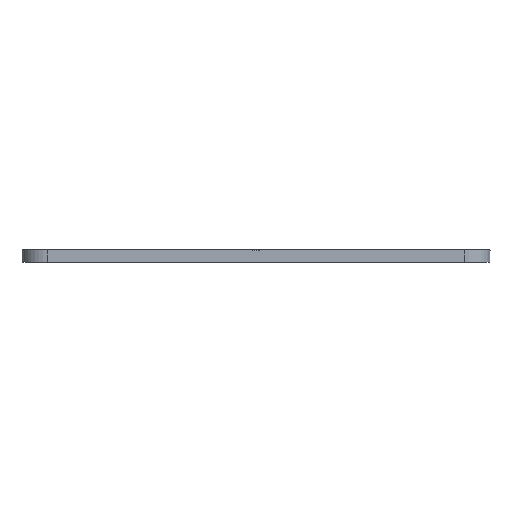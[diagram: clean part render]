
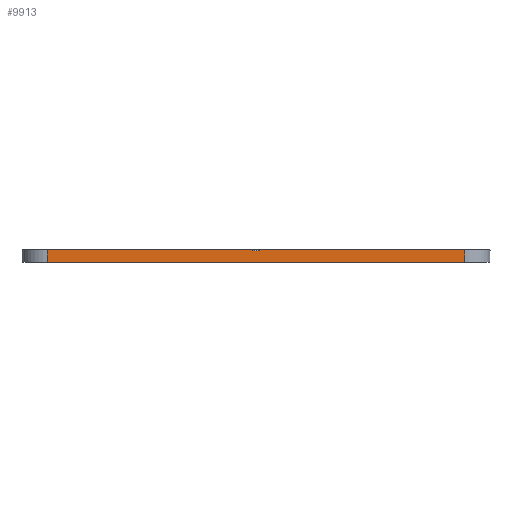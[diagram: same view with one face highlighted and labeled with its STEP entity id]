
A CAD part, front view. The second image highlights one B-rep face of the part: STEP entity #9913.
In plain terms, the highlighted planar face has unit normal (0, -1, 0).
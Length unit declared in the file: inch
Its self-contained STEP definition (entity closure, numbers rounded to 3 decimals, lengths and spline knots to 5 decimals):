
#947 = FACE_OUTER_BOUND ( 'NONE', #3790, .T. ) ;
#966 = ORIENTED_EDGE ( 'NONE', *, *, #26584, .T. ) ;
#1383 = CARTESIAN_POINT ( 'NONE',  ( -2.075, -2.1875, 0.125 ) ) ;
#1710 = CARTESIAN_POINT ( 'NONE',  ( 2.075, -2.1875, 0.125 ) ) ;
#3189 = LINE ( 'NONE', #11603, #8908 ) ;
#3398 = VECTOR ( 'NONE', #17831, 39.37008 ) ;
#3790 = EDGE_LOOP ( 'NONE', ( #9770, #966, #12803, #18917, #23421, #4558 ) ) ;
#4558 = ORIENTED_EDGE ( 'NONE', *, *, #18327, .T. ) ;
#4937 = CARTESIAN_POINT ( 'NONE',  ( -2.325, -2.1875, 0.125 ) ) ;
#5737 = CARTESIAN_POINT ( 'NONE',  ( -0.00846, -2.1875, 0.11499 ) ) ;
#5836 = CARTESIAN_POINT ( 'NONE',  ( -2.325, -2.1875, 0. ) ) ;
#7697 = DIRECTION ( 'NONE',  ( 1., 0., 0. ) ) ;
#8090 = EDGE_CURVE ( 'NONE', #14690, #13487, #3189, .T. ) ;
#8120 = VECTOR ( 'NONE', #14819, 39.37008 ) ;
#8908 = VECTOR ( 'NONE', #7697, 39.37008 ) ;
#9636 = LINE ( 'NONE', #1383, #3398 ) ;
#9770 = ORIENTED_EDGE ( 'NONE', *, *, #8090, .F. ) ;
#9913 = ADVANCED_FACE ( 'NONE', ( #947 ), #26182, .F. ) ;
#10271 = CARTESIAN_POINT ( 'NONE',  ( 0.04883, -2.1875, 0.125 ) ) ;
#10535 = AXIS2_PLACEMENT_3D ( 'NONE', #14019, #22330, #26322 ) ;
#11560 = EDGE_CURVE ( 'NONE', #17394, #11665, #12175, .T. ) ;
#11603 = CARTESIAN_POINT ( 'NONE',  ( -2.325, -2.1875, 0.125 ) ) ;
#11665 = VERTEX_POINT ( 'NONE', #18099 ) ;
#12148 = B_SPLINE_CURVE_WITH_KNOTS ( 'NONE', 3,
 ( #22717, #26429, #22575, #26705, #26577, #5737, #14268, #18188, #20227, #20649 ),
 .UNSPECIFIED., .F., .F.,
 ( 4, 2, 2, 2, 4 ),
 ( 0.01459, 0.01522, 0.01585, 0.01648, 0.01711 ),
 .UNSPECIFIED. ) ;
#12175 = LINE ( 'NONE', #5836, #26758 ) ;
#12803 = ORIENTED_EDGE ( 'NONE', *, *, #27191, .F. ) ;
#13487 = VERTEX_POINT ( 'NONE', #25214 ) ;
#14019 = CARTESIAN_POINT ( 'NONE',  ( -2.325, -2.1875, 0.125 ) ) ;
#14243 = DIRECTION ( 'NONE',  ( 0., 0., 1. ) ) ;
#14268 = CARTESIAN_POINT ( 'NONE',  ( -0.01673, -2.1875, 0.11593 ) ) ;
#14690 = VERTEX_POINT ( 'NONE', #10271 ) ;
#14819 = DIRECTION ( 'NONE',  ( 1., 0., 0. ) ) ;
#16177 = EDGE_CURVE ( 'NONE', #24640, #17394, #9636, .T. ) ;
#16406 = LINE ( 'NONE', #1710, #20567 ) ;
#17394 = VERTEX_POINT ( 'NONE', #23588 ) ;
#17831 = DIRECTION ( 'NONE',  ( 0., 0., -1. ) ) ;
#18099 = CARTESIAN_POINT ( 'NONE',  ( 2.075, -2.1875, 0. ) ) ;
#18188 = CARTESIAN_POINT ( 'NONE',  ( -0.03299, -2.1875, 0.1194 ) ) ;
#18327 = EDGE_CURVE ( 'NONE', #11665, #13487, #16406, .T. ) ;
#18917 = ORIENTED_EDGE ( 'NONE', *, *, #16177, .T. ) ;
#19481 = CARTESIAN_POINT ( 'NONE',  ( -2.075, -2.1875, 0.125 ) ) ;
#20227 = CARTESIAN_POINT ( 'NONE',  ( -0.04105, -2.1875, 0.12194 ) ) ;
#20467 = DIRECTION ( 'NONE',  ( 1., 0., 0. ) ) ;
#20567 = VECTOR ( 'NONE', #14243, 39.37008 ) ;
#20649 = CARTESIAN_POINT ( 'NONE',  ( -0.04883, -2.1875, 0.125 ) ) ;
#22330 = DIRECTION ( 'NONE',  ( 0., 1., 0. ) ) ;
#22575 = CARTESIAN_POINT ( 'NONE',  ( 0.03299, -2.1875, 0.1194 ) ) ;
#22717 = CARTESIAN_POINT ( 'NONE',  ( 0.04883, -2.1875, 0.125 ) ) ;
#22752 = CARTESIAN_POINT ( 'NONE',  ( -0.04883, -2.1875, 0.125 ) ) ;
#23421 = ORIENTED_EDGE ( 'NONE', *, *, #11560, .T. ) ;
#23588 = CARTESIAN_POINT ( 'NONE',  ( -2.075, -2.1875, 0. ) ) ;
#23710 = LINE ( 'NONE', #4937, #8120 ) ;
#24640 = VERTEX_POINT ( 'NONE', #19481 ) ;
#24649 = VERTEX_POINT ( 'NONE', #22752 ) ;
#25214 = CARTESIAN_POINT ( 'NONE',  ( 2.075, -2.1875, 0.125 ) ) ;
#26182 = PLANE ( 'NONE',  #10535 ) ;
#26322 = DIRECTION ( 'NONE',  ( 0., 0., 1. ) ) ;
#26429 = CARTESIAN_POINT ( 'NONE',  ( 0.04103, -2.1875, 0.12193 ) ) ;
#26577 = CARTESIAN_POINT ( 'NONE',  ( 0.00839, -2.1875, 0.11498 ) ) ;
#26584 = EDGE_CURVE ( 'NONE', #14690, #24649, #12148, .T. ) ;
#26705 = CARTESIAN_POINT ( 'NONE',  ( 0.01672, -2.1875, 0.11593 ) ) ;
#26758 = VECTOR ( 'NONE', #20467, 39.37008 ) ;
#27191 = EDGE_CURVE ( 'NONE', #24640, #24649, #23710, .T. ) ;
